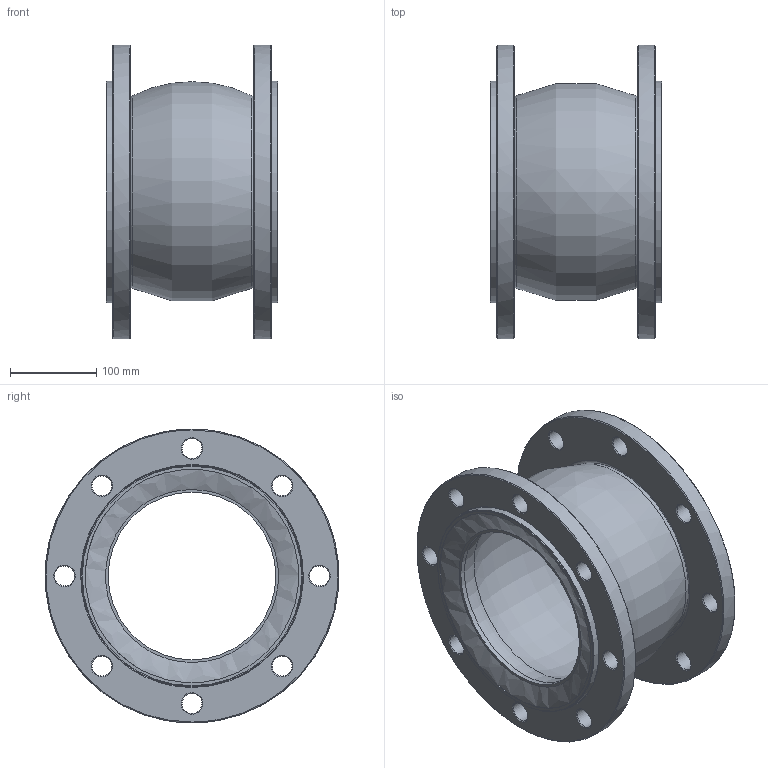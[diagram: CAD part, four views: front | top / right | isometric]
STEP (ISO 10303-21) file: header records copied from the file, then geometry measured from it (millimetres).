
FILE_DESCRIPTION(('HOOPS Exchange Step'),'2;1');
FILE_NAME('KP01_DN200.stp','2025-12-08T09:52:30+01:00',('nieru'),('Unknown organisation'),'HOOPS Exchange 2024.2','HOOPS Exchange','Unknown authorisation');
FILE_SCHEMA( ('AP203_CONFIGURATION_CONTROLLED_3D_DESIGN_OF_MECHANICAL_PARTS_AND_ASSEMBLIES_MIM_LF') );
Length unit declared in the file: millimetre
Products named in the file (3): 0; root
Assembly tree (2 placements, depth 3):
  root
    0
      0
Bounding box: 199 x 339.26 x 340 mm (x, y, z)
Volume: 3603427.2 mm3; surface area: 644552.4 mm2
Topology: 3 solids, 3 shells, 98 faces, 303 edges, 219 vertices
Faces by surface type: cone 38, cylinder 28, plane 14, bspline 10, torus 8
Full cylindrical faces by diameter (mm): 23 x16, 194 x2, 220 x4, 254 x2, 256 x2, 340 x2
Entity records: 40773 total; most frequent: CARTESIAN_POINT 38205, ORIENTED_EDGE 606, DIRECTION 360, EDGE_CURVE 303, VERTEX_POINT 219, B_SPLINE_CURVE_WITH_KNOTS 180, AXIS2_PLACEMENT_3D 144, EDGE_LOOP 144
